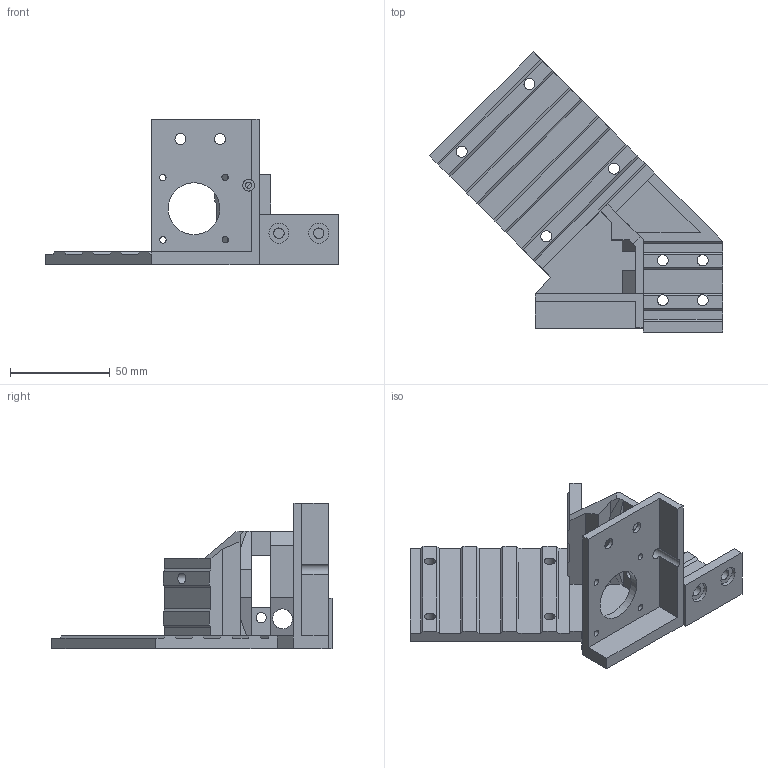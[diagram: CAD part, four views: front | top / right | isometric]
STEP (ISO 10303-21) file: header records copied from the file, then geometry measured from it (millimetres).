
FILE_DESCRIPTION(/* description */ (''),/* implementation_level */ '2;1');
FILE_NAME(/* name */ '1-Stepper_Mount_Right_V9.step',/* time_stamp */ '2019-04-10T19:40:30+02:00',/* author */ ('edidos'),/* organization */ (''),/* preprocessor_version */ 'ST-DEVELOPER v18',/* originating_system */ 'Autodesk Translation Framework v8.2.0.1029',/* authorisation */ '');
FILE_SCHEMA (('AUTOMOTIVE_DESIGN { 1 0 10303 214 3 1 1 }'));
Length unit declared in the file: millimetre
Products named in the file (1): MOTORTHING
Bounding box: 146.96 x 140.46 x 73 mm (x, y, z)
Volume: 112817.3 mm3; surface area: 48459.5 mm2
Topology: 1 solids, 1 shells, 143 faces, 391 edges, 259 vertices
Faces by surface type: plane 106, cylinder 37
Full cylindrical faces by diameter (mm): 3 x2, 3.2 x4, 5.1 x1, 5.25 x2, 5.4 x1, 5.5 x10, 5.8 x2, 10 x12, 10.5 x2, 26 x1
Entity records: 4638 total; most frequent: CARTESIAN_POINT 794, ORIENTED_EDGE 782, DIRECTION 767, EDGE_CURVE 391, LINE 303, VECTOR 303, VERTEX_POINT 259, AXIS2_PLACEMENT_3D 232
